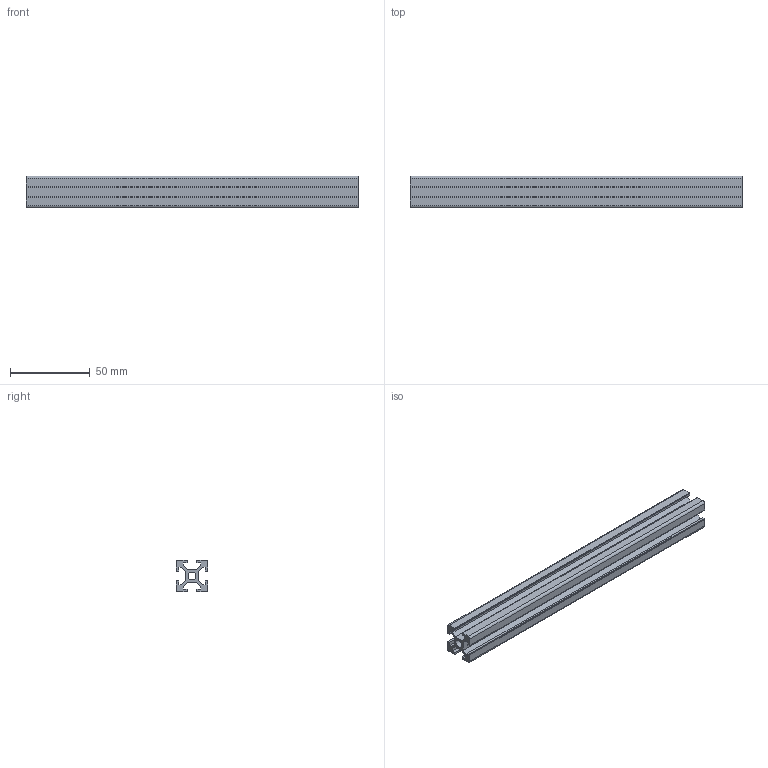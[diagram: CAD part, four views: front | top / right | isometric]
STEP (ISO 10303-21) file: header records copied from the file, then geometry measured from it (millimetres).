
FILE_DESCRIPTION(/* description */ (''),/* implementation_level */ '2;1');
FILE_NAME(/* name */ '2020 Extrusion.step',/* time_stamp */ '2026-01-06T23:05:12-06:00',/* author */ (''),/* organization */ (''),/* preprocessor_version */ 'ST-DEVELOPER v20.1',/* originating_system */ 'Autodesk Translation Framework v14.21.0.0',/* authorisation */ '');
FILE_SCHEMA (('AUTOMOTIVE_DESIGN { 1 0 10303 214 3 1 1 }'));
Length unit declared in the file: millimetre
Products named in the file (1): 2020 Extrusion
Bounding box: 208 x 20 x 20 mm (x, y, z)
Volume: 34939.8 mm3; surface area: 35389.6 mm2
Topology: 1 solids, 1 shells, 68 faces, 198 edges, 132 vertices
Faces by surface type: plane 62, cylinder 5, cone 1
Full cylindrical faces by diameter (mm): 5 x1
Entity records: 2252 total; most frequent: CARTESIAN_POINT 398, ORIENTED_EDGE 394, DIRECTION 346, EDGE_CURVE 197, LINE 186, VECTOR 186, VERTEX_POINT 132, AXIS2_PLACEMENT_3D 80
